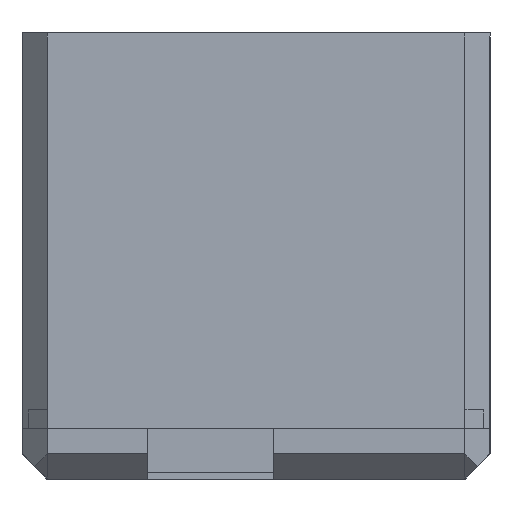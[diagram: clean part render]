
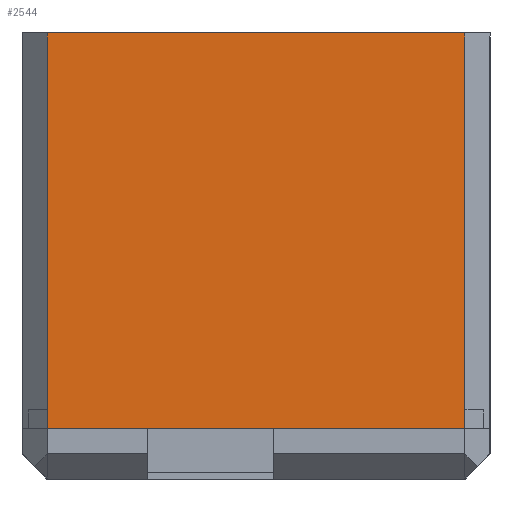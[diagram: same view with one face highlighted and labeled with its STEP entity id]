
A CAD part, front view. The second image highlights one B-rep face of the part: STEP entity #2544.
In plain terms, the highlighted planar face has unit normal (0, -1, 0).
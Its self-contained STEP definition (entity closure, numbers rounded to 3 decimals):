
#41=FACE_OUTER_BOUND('',#194,.T.);
#194=EDGE_LOOP('',(#1704,#1705,#1706,#1707));
#348=LINE('',#3557,#712);
#361=LINE('',#3582,#725);
#365=LINE('',#3590,#729);
#367=LINE('',#3594,#731);
#712=VECTOR('',#2877,10.);
#725=VECTOR('',#2894,10.);
#729=VECTOR('',#2904,10.);
#731=VECTOR('',#2910,10.);
#1075=VERTEX_POINT('',#3554);
#1076=VERTEX_POINT('',#3556);
#1085=VERTEX_POINT('',#3579);
#1086=VERTEX_POINT('',#3581);
#1297=EDGE_CURVE('',#1076,#1075,#348,.T.);
#1310=EDGE_CURVE('',#1086,#1085,#361,.T.);
#1314=EDGE_CURVE('',#1075,#1086,#365,.T.);
#1316=EDGE_CURVE('',#1085,#1076,#367,.T.);
#1704=ORIENTED_EDGE('',*,*,#1310,.T.);
#1705=ORIENTED_EDGE('',*,*,#1316,.T.);
#1706=ORIENTED_EDGE('',*,*,#1297,.T.);
#1707=ORIENTED_EDGE('',*,*,#1314,.T.);
#2391=PLANE('',#2717);
#2544=ADVANCED_FACE('',(#41),#2391,.T.);
#2717=AXIS2_PLACEMENT_3D('',#3595,#2911,#2912);
#2877=DIRECTION('',(1.,0.,0.));
#2894=DIRECTION('',(-1.,0.,0.));
#2904=DIRECTION('',(0.,0.,1.));
#2910=DIRECTION('',(0.,0.,-1.));
#2911=DIRECTION('center_axis',(0.,-1.,0.));
#2912=DIRECTION('ref_axis',(-1.,0.,0.));
#3554=CARTESIAN_POINT('',(-64.5,69.5,3.));
#3556=CARTESIAN_POINT('',(-131.,69.5,3.));
#3557=CARTESIAN_POINT('',(-131.,69.5,3.));
#3579=CARTESIAN_POINT('',(-131.,69.5,70.));
#3581=CARTESIAN_POINT('',(-64.5,69.5,70.));
#3582=CARTESIAN_POINT('',(-116.375,69.5,70.));
#3590=CARTESIAN_POINT('',(-64.5,69.5,3.));
#3594=CARTESIAN_POINT('',(-131.,69.5,70.5));
#3595=CARTESIAN_POINT('Origin',(-97.75,69.5,36.75));
